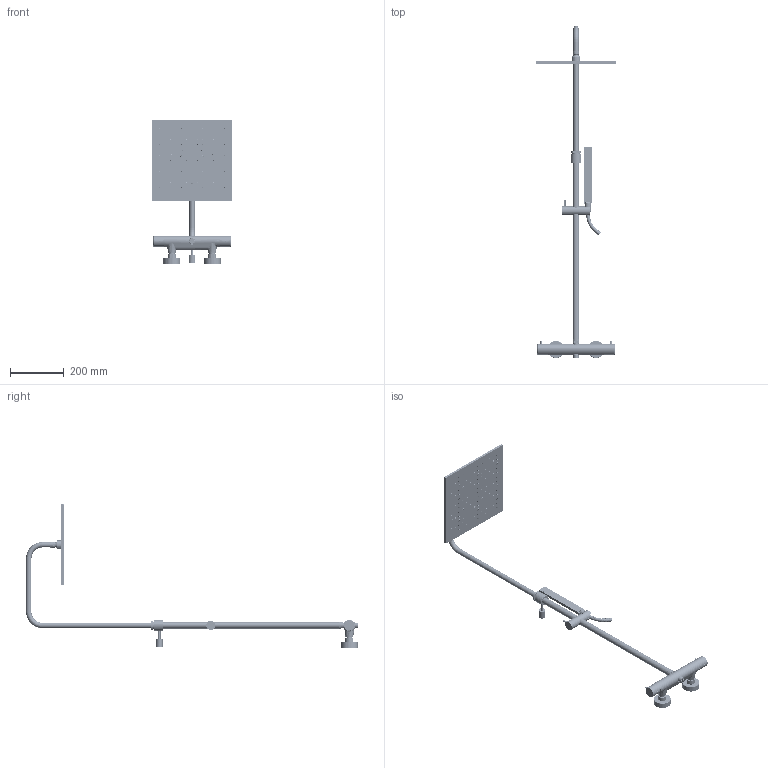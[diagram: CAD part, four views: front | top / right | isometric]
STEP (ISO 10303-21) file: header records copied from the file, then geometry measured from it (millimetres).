
FILE_DESCRIPTION((''),'2;1');
FILE_NAME('ZCOL641KLIQCR','2021-11-11T13:27:20',('ut3'),('PAFFONI SpA'),'CREO PARAMETRIC BY PTC INC, 2020044','CREO PARAMETRIC BY PTC INC, 2020044','');
FILE_SCHEMA(('CONFIG_CONTROL_DESIGN','SHAPE_APPEARANCE_LAYERS_GROUPS'));
Products named in the file (1): ZCOL641KLIQCR
Bounding box: 300.44 x 1235.1 x 532.92 mm (x, y, z)
Volume: 943166.9 mm3; surface area: 786705.4 mm2
Topology: 8 solids, 8 shells, 8731 faces, 20544 edges, 12393 vertices
Faces by surface type: torus 2814, plane 2803, cylinder 2122, cone 741, bspline 201, sphere 50
Entity records: 373931 total; most frequent: CARTESIAN_POINT 108961, DIRECTION 44771, ORIENTED_EDGE 41048, EDGE_CURVE 20524, AXIS2_PLACEMENT_3D 19400, VERTEX_POINT 12392, CIRCLE 10870, EDGE_LOOP 10496
